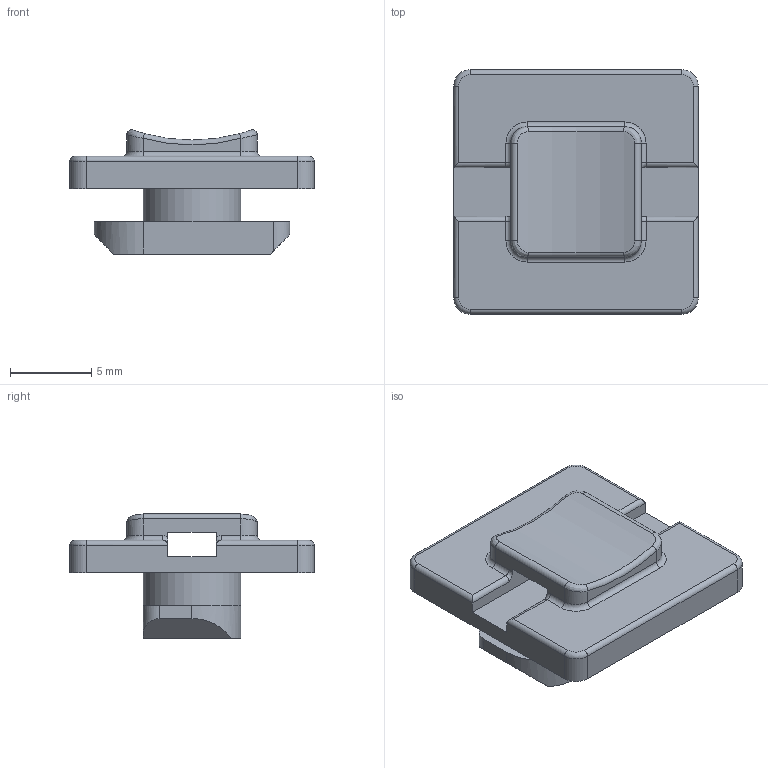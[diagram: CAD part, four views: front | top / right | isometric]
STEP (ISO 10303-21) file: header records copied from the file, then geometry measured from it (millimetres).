
FILE_DESCRIPTION(/* description */ (''),/* implementation_level */ '2;1');
FILE_NAME(/* name */ 'HFS5clip.step',/* time_stamp */ '2023-08-15T11:34:47+09:00',/* author */ (''),/* organization */ (''),/* preprocessor_version */ 'ST-DEVELOPER v20',/* originating_system */ 'Autodesk Translation Framework v12.9.0.99',/* authorisation */ '');
FILE_SCHEMA (('AUTOMOTIVE_DESIGN { 1 0 10303 214 3 1 1 }'));
Length unit declared in the file: millimetre
Products named in the file (1): HFS5clip
Bounding box: 15 x 15 x 7.62 mm (x, y, z)
Volume: 654.1 mm3; surface area: 844.6 mm2
Topology: 1 solids, 1 shells, 74 faces, 185 edges, 112 vertices
Faces by surface type: cylinder 32, plane 24, torus 14, bspline 4
Full cylindrical faces by diameter (mm): 6 x1
Entity records: 2372 total; most frequent: CARTESIAN_POINT 548, DIRECTION 393, ORIENTED_EDGE 370, EDGE_CURVE 185, AXIS2_PLACEMENT_3D 149, VERTEX_POINT 112, LINE 95, VECTOR 95
